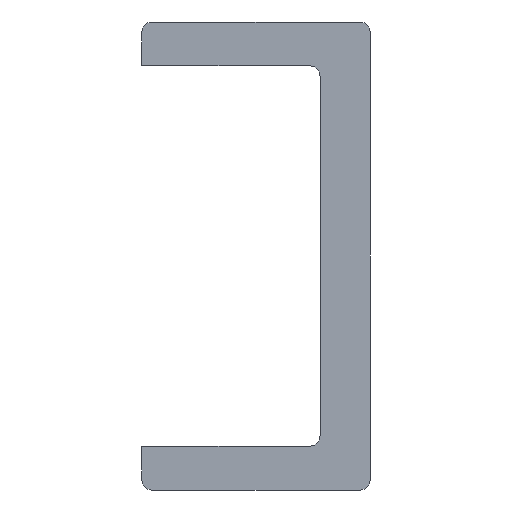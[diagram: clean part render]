
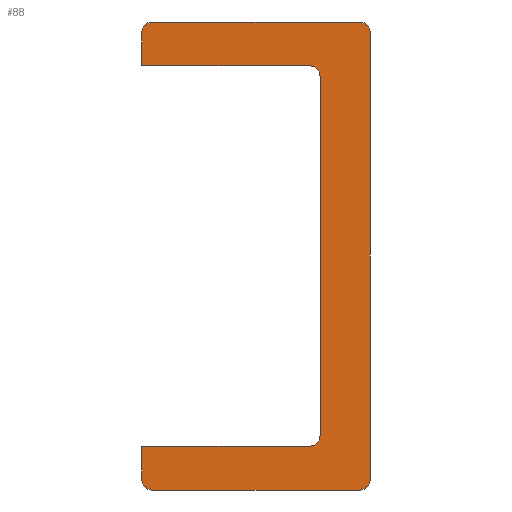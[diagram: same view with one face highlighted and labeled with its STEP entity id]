
A CAD part, front view. The second image highlights one B-rep face of the part: STEP entity #88.
In plain terms, the highlighted planar face has unit normal (0, -1, 0).
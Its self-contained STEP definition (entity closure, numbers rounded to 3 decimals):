
#88 = ADVANCED_FACE( '', ( #221 ), #222, .F. );
#221 = FACE_OUTER_BOUND( '', #456, .T. );
#222 = PLANE( '', #457 );
#456 = EDGE_LOOP( '', ( #697, #698, #699, #700, #701, #702, #703, #704, #705, #706, #707, #708, #709, #710 ) );
#457 = AXIS2_PLACEMENT_3D( '', #711, #712, #713 );
#697 = ORIENTED_EDGE( '', *, *, #1078, .F. );
#698 = ORIENTED_EDGE( '', *, *, #1079, .T. );
#699 = ORIENTED_EDGE( '', *, *, #1080, .F. );
#700 = ORIENTED_EDGE( '', *, *, #1081, .T. );
#701 = ORIENTED_EDGE( '', *, *, #1082, .F. );
#702 = ORIENTED_EDGE( '', *, *, #1083, .F. );
#703 = ORIENTED_EDGE( '', *, *, #1084, .F. );
#704 = ORIENTED_EDGE( '', *, *, #1085, .F. );
#705 = ORIENTED_EDGE( '', *, *, #1086, .F. );
#706 = ORIENTED_EDGE( '', *, *, #1087, .F. );
#707 = ORIENTED_EDGE( '', *, *, #1088, .F. );
#708 = ORIENTED_EDGE( '', *, *, #1089, .T. );
#709 = ORIENTED_EDGE( '', *, *, #1090, .F. );
#710 = ORIENTED_EDGE( '', *, *, #1091, .T. );
#711 = CARTESIAN_POINT( '', ( -10.5, 0., 21.5 ) );
#712 = DIRECTION( '', ( 0., 1., 0. ) );
#713 = DIRECTION( '', ( 0., 0., 1. ) );
#1078 = EDGE_CURVE( '', #1237, #1238, #1239, .T. );
#1079 = EDGE_CURVE( '', #1237, #1240, #1241, .F. );
#1080 = EDGE_CURVE( '', #1242, #1240, #1243, .T. );
#1081 = EDGE_CURVE( '', #1242, #1244, #1245, .F. );
#1082 = EDGE_CURVE( '', #1246, #1244, #1247, .T. );
#1083 = EDGE_CURVE( '', #1248, #1246, #1249, .T. );
#1084 = EDGE_CURVE( '', #1250, #1248, #1251, .T. );
#1085 = EDGE_CURVE( '', #1252, #1250, #1253, .T. );
#1086 = EDGE_CURVE( '', #1254, #1252, #1255, .T. );
#1087 = EDGE_CURVE( '', #1256, #1254, #1257, .T. );
#1088 = EDGE_CURVE( '', #1258, #1256, #1259, .T. );
#1089 = EDGE_CURVE( '', #1258, #1260, #1261, .F. );
#1090 = EDGE_CURVE( '', #1262, #1260, #1263, .T. );
#1091 = EDGE_CURVE( '', #1262, #1238, #1264, .F. );
#1237 = VERTEX_POINT( '', #1467 );
#1238 = VERTEX_POINT( '', #1468 );
#1239 = LINE( '', #1469, #1470 );
#1240 = VERTEX_POINT( '', #1471 );
#1241 = CIRCLE( '', #1472, 0.9 );
#1242 = VERTEX_POINT( '', #1473 );
#1243 = LINE( '', #1474, #1475 );
#1244 = VERTEX_POINT( '', #1476 );
#1245 = CIRCLE( '', #1477, 0.9 );
#1246 = VERTEX_POINT( '', #1478 );
#1247 = LINE( '', #1479, #1480 );
#1248 = VERTEX_POINT( '', #1481 );
#1249 = LINE( '', #1482, #1483 );
#1250 = VERTEX_POINT( '', #1484 );
#1251 = CIRCLE( '', #1485, 1. );
#1252 = VERTEX_POINT( '', #1486 );
#1253 = LINE( '', #1487, #1488 );
#1254 = VERTEX_POINT( '', #1489 );
#1255 = CIRCLE( '', #1490, 1. );
#1256 = VERTEX_POINT( '', #1491 );
#1257 = LINE( '', #1492, #1493 );
#1258 = VERTEX_POINT( '', #1494 );
#1259 = LINE( '', #1495, #1496 );
#1260 = VERTEX_POINT( '', #1497 );
#1261 = CIRCLE( '', #1498, 0.9 );
#1262 = VERTEX_POINT( '', #1499 );
#1263 = LINE( '', #1500, #1501 );
#1264 = CIRCLE( '', #1502, 0.9 );
#1467 = CARTESIAN_POINT( '', ( 10.5, 0., 20.6 ) );
#1468 = CARTESIAN_POINT( '', ( 10.5, 0., -20.6 ) );
#1469 = CARTESIAN_POINT( '', ( 10.5, 0., 21.5 ) );
#1470 = VECTOR( '', #1731, 1000. );
#1471 = CARTESIAN_POINT( '', ( 9.6, 0., 21.5 ) );
#1472 = AXIS2_PLACEMENT_3D( '', #1732, #1733, #1734 );
#1473 = CARTESIAN_POINT( '', ( -9.6, 0., 21.5 ) );
#1474 = CARTESIAN_POINT( '', ( -10.5, 0., 21.5 ) );
#1475 = VECTOR( '', #1735, 1000. );
#1476 = CARTESIAN_POINT( '', ( -10.5, 0., 20.6 ) );
#1477 = AXIS2_PLACEMENT_3D( '', #1736, #1737, #1738 );
#1478 = CARTESIAN_POINT( '', ( -10.5, 0., 17.5 ) );
#1479 = CARTESIAN_POINT( '', ( -10.5, 0., -21.5 ) );
#1480 = VECTOR( '', #1739, 1000. );
#1481 = CARTESIAN_POINT( '', ( 4.9, 0., 17.5 ) );
#1482 = CARTESIAN_POINT( '', ( 4.9, 0., 17.5 ) );
#1483 = VECTOR( '', #1740, 1000. );
#1484 = CARTESIAN_POINT( '', ( 5.9, 0., 16.5 ) );
#1485 = AXIS2_PLACEMENT_3D( '', #1741, #1742, #1743 );
#1486 = CARTESIAN_POINT( '', ( 5.9, 0., -16.5 ) );
#1487 = CARTESIAN_POINT( '', ( 5.9, 0., 16.5 ) );
#1488 = VECTOR( '', #1744, 1000. );
#1489 = CARTESIAN_POINT( '', ( 4.9, 0., -17.5 ) );
#1490 = AXIS2_PLACEMENT_3D( '', #1745, #1746, #1747 );
#1491 = CARTESIAN_POINT( '', ( -10.5, 0., -17.5 ) );
#1492 = CARTESIAN_POINT( '', ( 4.9, 0., -17.5 ) );
#1493 = VECTOR( '', #1748, 1000. );
#1494 = CARTESIAN_POINT( '', ( -10.5, 0., -20.6 ) );
#1495 = CARTESIAN_POINT( '', ( -10.5, 0., -21.5 ) );
#1496 = VECTOR( '', #1749, 1000. );
#1497 = CARTESIAN_POINT( '', ( -9.6, 0., -21.5 ) );
#1498 = AXIS2_PLACEMENT_3D( '', #1750, #1751, #1752 );
#1499 = CARTESIAN_POINT( '', ( 9.6, 0., -21.5 ) );
#1500 = CARTESIAN_POINT( '', ( 10.5, 0., -21.5 ) );
#1501 = VECTOR( '', #1753, 1000. );
#1502 = AXIS2_PLACEMENT_3D( '', #1754, #1755, #1756 );
#1731 = DIRECTION( '', ( 0., 0., -1. ) );
#1732 = CARTESIAN_POINT( '', ( 9.6, 0., 20.6 ) );
#1733 = DIRECTION( '', ( 0., 1., 0. ) );
#1734 = DIRECTION( '', ( 0., 0., 1. ) );
#1735 = DIRECTION( '', ( 1., 0., 0. ) );
#1736 = CARTESIAN_POINT( '', ( -9.6, 0., 20.6 ) );
#1737 = DIRECTION( '', ( 0., 1., 0. ) );
#1738 = DIRECTION( '', ( 0., 0., 1. ) );
#1739 = DIRECTION( '', ( 0., 0., 1. ) );
#1740 = DIRECTION( '', ( -1., 0., 0. ) );
#1741 = CARTESIAN_POINT( '', ( 4.9, 0., 16.5 ) );
#1742 = DIRECTION( '', ( 0., -1., 0. ) );
#1743 = DIRECTION( '', ( -1., 0., 0. ) );
#1744 = DIRECTION( '', ( 0., 0., 1. ) );
#1745 = CARTESIAN_POINT( '', ( 4.9, 0., -16.5 ) );
#1746 = DIRECTION( '', ( 0., -1., 0. ) );
#1747 = DIRECTION( '', ( -1., 0., 0. ) );
#1748 = DIRECTION( '', ( 1., 0., 0. ) );
#1749 = DIRECTION( '', ( 0., 0., 1. ) );
#1750 = CARTESIAN_POINT( '', ( -9.6, 0., -20.6 ) );
#1751 = DIRECTION( '', ( 0., 1., 0. ) );
#1752 = DIRECTION( '', ( 0., 0., 1. ) );
#1753 = DIRECTION( '', ( -1., 0., 0. ) );
#1754 = CARTESIAN_POINT( '', ( 9.6, 0., -20.6 ) );
#1755 = DIRECTION( '', ( 0., 1., 0. ) );
#1756 = DIRECTION( '', ( 0., 0., 1. ) );
